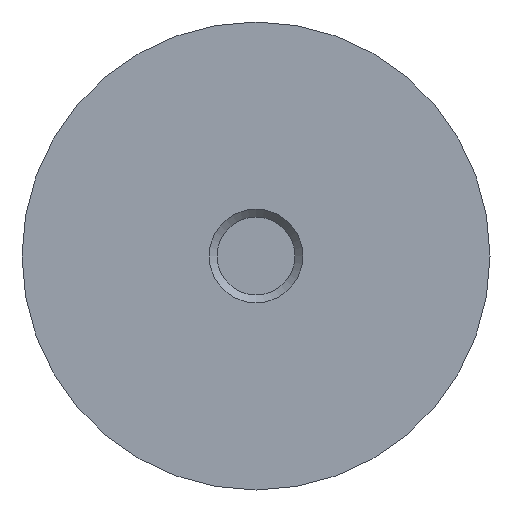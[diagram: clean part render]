
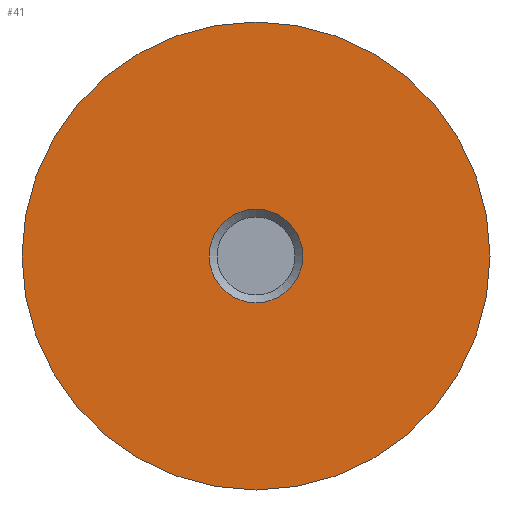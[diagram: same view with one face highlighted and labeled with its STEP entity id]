
A CAD part, front view. The second image highlights one B-rep face of the part: STEP entity #41.
In plain terms, the highlighted planar face has unit normal (0, -1, 0).
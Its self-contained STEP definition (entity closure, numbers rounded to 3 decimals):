
#41 = ADVANCED_FACE( '', ( #86, #87 ), #88, .F. );
#86 = FACE_BOUND( '', #135, .T. );
#87 = FACE_OUTER_BOUND( '', #136, .T. );
#88 = PLANE( '', #137 );
#135 = EDGE_LOOP( '', ( #184 ) );
#136 = EDGE_LOOP( '', ( #185 ) );
#137 = AXIS2_PLACEMENT_3D( '', #186, #187, #188 );
#184 = ORIENTED_EDGE( '', *, *, #238, .F. );
#185 = ORIENTED_EDGE( '', *, *, #239, .T. );
#186 = CARTESIAN_POINT( '', ( 20., -15., 0. ) );
#187 = DIRECTION( '', ( 0., 1., 0. ) );
#188 = DIRECTION( '', ( 0., 0., 1. ) );
#238 = EDGE_CURVE( '', #264, #264, #265, .T. );
#239 = EDGE_CURVE( '', #266, #266, #267, .T. );
#264 = VERTEX_POINT( '', #295 );
#265 = CIRCLE( '', #296, 4. );
#266 = VERTEX_POINT( '', #297 );
#267 = CIRCLE( '', #298, 20. );
#295 = CARTESIAN_POINT( '', ( 0., -15., -4. ) );
#296 = AXIS2_PLACEMENT_3D( '', #327, #328, #329 );
#297 = CARTESIAN_POINT( '', ( 0., -15., -20. ) );
#298 = AXIS2_PLACEMENT_3D( '', #330, #331, #332 );
#327 = CARTESIAN_POINT( '', ( 0., -15., 0. ) );
#328 = DIRECTION( '', ( 0., -1., 0. ) );
#329 = DIRECTION( '', ( 0., 0., -1. ) );
#330 = CARTESIAN_POINT( '', ( 0., -15., 0. ) );
#331 = DIRECTION( '', ( 0., -1., 0. ) );
#332 = DIRECTION( '', ( 0., 0., -1. ) );
